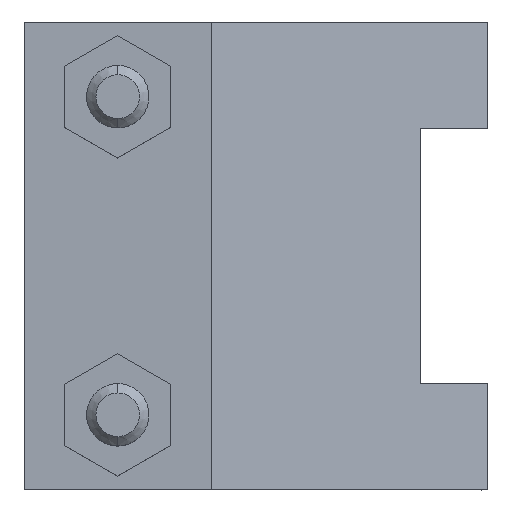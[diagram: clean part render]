
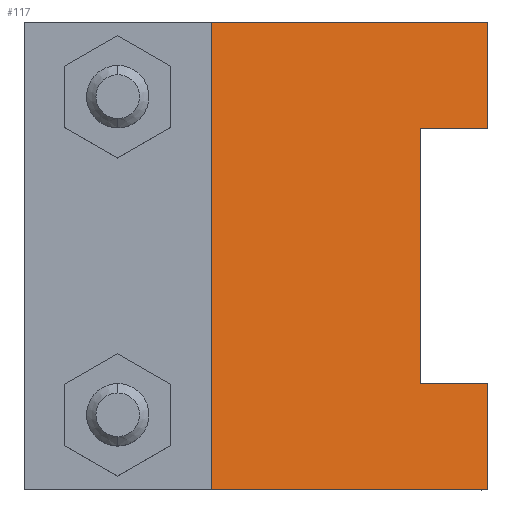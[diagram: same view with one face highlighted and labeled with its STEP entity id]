
A CAD part, top view. The second image highlights one B-rep face of the part: STEP entity #117.
In plain terms, the highlighted planar face has unit normal (0.174, 0, 0.985).
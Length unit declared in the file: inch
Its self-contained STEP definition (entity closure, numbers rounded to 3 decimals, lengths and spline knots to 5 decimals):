
#117=ADVANCED_FACE('',(#248),#249,.T.);
#248=FACE_OUTER_BOUND('',#388,.T.);
#249=PLANE('',#389);
#388=EDGE_LOOP('',(#659,#660,#661,#662,#663,#664,#665,#666));
#389=AXIS2_PLACEMENT_3D('',#667,#668,#669);
#659=ORIENTED_EDGE('',*,*,#920,.T.);
#660=ORIENTED_EDGE('',*,*,#856,.T.);
#661=ORIENTED_EDGE('',*,*,#850,.F.);
#662=ORIENTED_EDGE('',*,*,#905,.T.);
#663=ORIENTED_EDGE('',*,*,#884,.T.);
#664=ORIENTED_EDGE('',*,*,#921,.T.);
#665=ORIENTED_EDGE('',*,*,#890,.F.);
#666=ORIENTED_EDGE('',*,*,#922,.F.);
#667=CARTESIAN_POINT('',(-1.70372,2.28346,0.54028));
#668=DIRECTION('',(0.174,0.,0.985));
#669=DIRECTION('',(0.,-1.0,0.));
#850=EDGE_CURVE('',#1017,#1019,#1020,.T.);
#856=EDGE_CURVE('',#1029,#1019,#1030,.T.);
#884=EDGE_CURVE('',#1075,#1073,#1076,.T.);
#890=EDGE_CURVE('',#1084,#1079,#1086,.T.);
#905=EDGE_CURVE('',#1017,#1075,#1103,.T.);
#920=EDGE_CURVE('',#1122,#1029,#1123,.T.);
#921=EDGE_CURVE('',#1073,#1079,#1124,.T.);
#922=EDGE_CURVE('',#1122,#1084,#1125,.T.);
#1017=VERTEX_POINT('',#1245);
#1019=VERTEX_POINT('',#1248);
#1020=LINE('',#1249,#1250);
#1029=VERTEX_POINT('',#1263);
#1030=LINE('',#1264,#1265);
#1073=VERTEX_POINT('',#1323);
#1075=VERTEX_POINT('',#1326);
#1076=LINE('',#1327,#1328);
#1079=VERTEX_POINT('',#1332);
#1084=VERTEX_POINT('',#1339);
#1086=LINE('',#1342,#1343);
#1103=LINE('',#1367,#1368);
#1122=VERTEX_POINT('',#1393);
#1123=LINE('',#1394,#1395);
#1124=LINE('',#1396,#1397);
#1125=LINE('',#1398,#1399);
#1245=CARTESIAN_POINT('',(0.04102,0.,0.23263));
#1248=CARTESIAN_POINT('',(0.04102,-0.66929,0.23263));
#1249=CARTESIAN_POINT('',(0.04102,2.28346,0.23263));
#1250=VECTOR('',#1497,0.3937);
#1263=CARTESIAN_POINT('',(-1.70372,-0.66929,0.54028));
#1264=CARTESIAN_POINT('',(-1.70372,-0.66929,0.54028));
#1265=VECTOR('',#1502,0.3937);
#1323=CARTESIAN_POINT('',(-0.38547,1.61417,0.30783));
#1326=CARTESIAN_POINT('',(-0.38547,0.0,0.30783));
#1327=CARTESIAN_POINT('',(-0.38547,1.94882,0.30783));
#1328=VECTOR('',#1534,0.3937);
#1332=CARTESIAN_POINT('',(0.04102,1.61417,0.23263));
#1339=CARTESIAN_POINT('',(0.04102,2.28346,0.23263));
#1342=CARTESIAN_POINT('',(0.04102,2.28346,0.23263));
#1343=VECTOR('',#1539,0.3937);
#1367=CARTESIAN_POINT('',(-1.0446,0.0,0.42405));
#1368=VECTOR('',#1553,0.3937);
#1393=CARTESIAN_POINT('',(-1.70372,2.28346,0.54028));
#1394=CARTESIAN_POINT('',(-1.70372,2.28346,0.54028));
#1395=VECTOR('',#1569,0.3937);
#1396=CARTESIAN_POINT('',(-0.83135,1.61417,0.38645));
#1397=VECTOR('',#1570,0.3937);
#1398=CARTESIAN_POINT('',(-1.70372,2.28346,0.54028));
#1399=VECTOR('',#1571,0.3937);
#1497=DIRECTION('',(0.,-1.0,0.));
#1502=DIRECTION('',(0.985,0.,-0.174));
#1534=DIRECTION('',(0.,1.0,0.));
#1539=DIRECTION('',(0.,-1.0,0.));
#1553=DIRECTION('',(-0.985,0.,0.174));
#1569=DIRECTION('',(0.,-1.0,0.));
#1570=DIRECTION('',(0.985,0.,-0.174));
#1571=DIRECTION('',(0.985,0.,-0.174));
